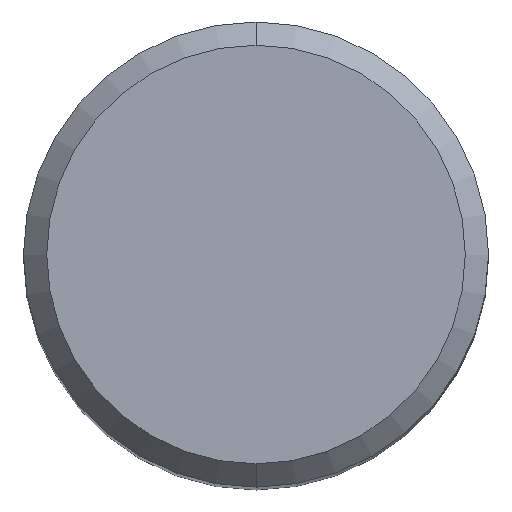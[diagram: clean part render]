
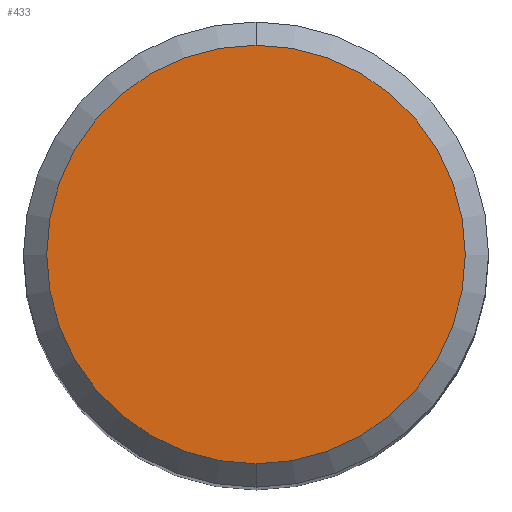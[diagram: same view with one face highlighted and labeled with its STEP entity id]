
A CAD part, top view. The second image highlights one B-rep face of the part: STEP entity #433.
In plain terms, the highlighted planar face has unit normal (0, 0, 1).
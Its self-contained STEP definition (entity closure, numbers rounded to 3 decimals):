
#249=EDGE_CURVE('',#423,#297,#548,.T.);
#297=VERTEX_POINT('',#601);
#337=EDGE_CURVE('',#297,#423,#645,.T.);
#423=VERTEX_POINT('',#739);
#433=ADVANCED_FACE('',(#750),#751,.T.);
#548=CIRCLE('',#970,5.4);
#601=CARTESIAN_POINT('',(0.0,5.4,0.0));
#645=CIRCLE('',#1227,5.4);
#739=CARTESIAN_POINT('',(0.,-5.4,0.0));
#750=FACE_OUTER_BOUND('',#1430,.T.);
#751=PLANE('',#1431);
#970=AXIS2_PLACEMENT_3D('',#1535,#1536,#1537);
#1227=AXIS2_PLACEMENT_3D('',#1637,#1638,#1639);
#1430=EDGE_LOOP('',(#1762,#1763));
#1431=AXIS2_PLACEMENT_3D('',#1764,#1765,#1766);
#1535=CARTESIAN_POINT('',(0.0,0.0,0.0));
#1536=DIRECTION('',(0.0,0.0,-1.0));
#1537=DIRECTION('',(0.0,1.0,0.0));
#1637=CARTESIAN_POINT('',(0.0,0.0,0.0));
#1638=DIRECTION('',(0.0,0.0,-1.0));
#1639=DIRECTION('',(0.0,1.0,0.0));
#1762=ORIENTED_EDGE('',*,*,#337,.F.);
#1763=ORIENTED_EDGE('',*,*,#249,.F.);
#1764=CARTESIAN_POINT('',(0.0,2.7,0.0));
#1765=DIRECTION('',(-0.0,0.0,1.0));
#1766=DIRECTION('',(0.0,-1.0,0.0));
